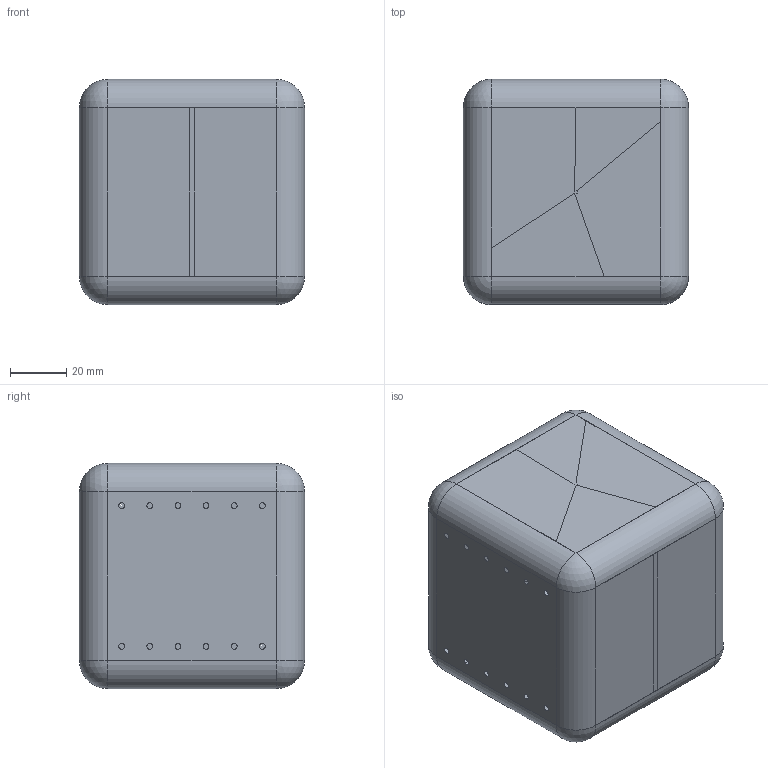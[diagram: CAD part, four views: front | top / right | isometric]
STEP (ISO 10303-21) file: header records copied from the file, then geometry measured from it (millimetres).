
FILE_DESCRIPTION(('Open CASCADE Model'),'2;1');
FILE_NAME('Open CASCADE Shape Model','2024-09-23T15:02:09',('Author'),( 'Open CASCADE'),'Open CASCADE STEP processor 7.4','Open CASCADE 7.4' ,'Unknown');
FILE_SCHEMA(('AUTOMOTIVE_DESIGN { 1 0 10303 214 1 1 1 1 }'));
Length unit declared in the file: millimetre
Products named in the file (1): Open CASCADE STEP translator 7.4 1
Bounding box: 80 x 80 x 80 mm (x, y, z)
Surface area: 34224.7 mm2 (no closed solid volume)
Topology: 0 solids, 19 shells, 39 faces, 142 edges, 97 vertices
Faces by surface type: plane 19, cylinder 12, sphere 8
Entity records: 2490 total; most frequent: CARTESIAN_POINT 465, DIRECTION 380, LINE 216, VECTOR 216, ORIENTED_EDGE 162, PCURVE 162, DEFINITIONAL_REPRESENTATION 162, EDGE_CURVE 134
